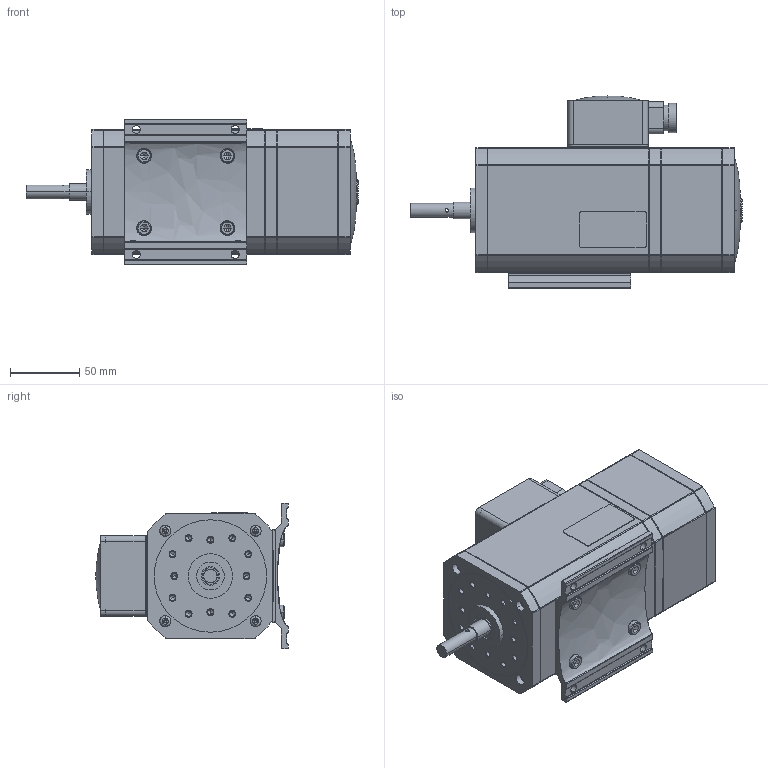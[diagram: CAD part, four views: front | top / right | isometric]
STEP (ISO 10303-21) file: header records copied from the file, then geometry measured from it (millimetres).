
FILE_DESCRIPTION(('STEP AP214'),'1');
FILE_NAME('tmp0.STP','2015-04-08T08:00:37',(' '),(' '),'Spatial InterOp 3D',' ',' ');
FILE_SCHEMA(('automotive_design'));
Length unit declared in the file: millimetre
Products named in the file (123): 1; NONE
Bounding box: 239 x 138.5 x 105 mm (x, y, z)
Volume: 1608380.3 mm3; surface area: 121890.8 mm2
Topology: 2 solids, 123 shells, 655 faces, 1961 edges, 1465 vertices
Faces by surface type: plane 304, cylinder 266, cone 60, torus 24, bspline 1
Entity records: 31253 total; most frequent: CARTESIAN_POINT 4895, DIRECTION 4177, ORIENTED_EDGE 3306, EDGE_CURVE 1935, AXIS2_PLACEMENT_3D 1491, VERTEX_POINT 1465, LINE 1195, VECTOR 1195
